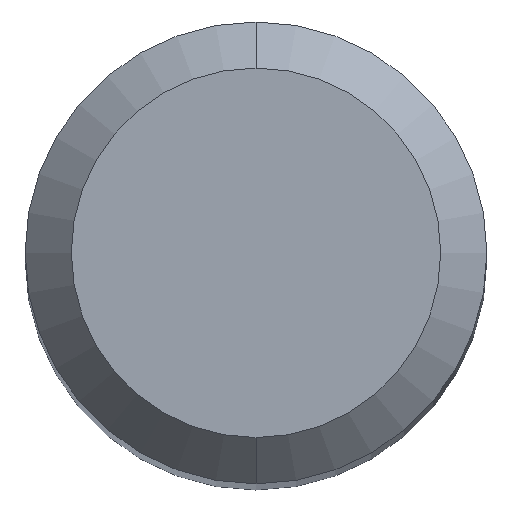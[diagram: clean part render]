
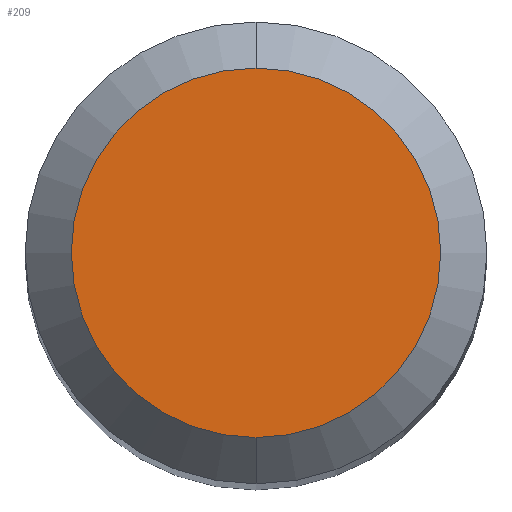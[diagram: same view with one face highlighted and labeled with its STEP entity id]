
A CAD part, top view. The second image highlights one B-rep face of the part: STEP entity #209.
In plain terms, the highlighted planar face has unit normal (0, 0, 1).
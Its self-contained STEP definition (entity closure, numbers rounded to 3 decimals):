
#6 = ORIENTED_EDGE ( 'NONE', *, *, #291, .F. ) ;
#17 = CARTESIAN_POINT ( 'NONE',  ( 0., -1.2, 30. ) ) ;
#19 = VERTEX_POINT ( 'NONE', #55 ) ;
#23 = CIRCLE ( 'NONE', #57, 1.2 ) ;
#33 = DIRECTION ( 'NONE',  ( 0., 0., -1. ) ) ;
#36 = EDGE_CURVE ( 'NONE', #62, #19, #23, .T. ) ;
#55 = CARTESIAN_POINT ( 'NONE',  ( 0., 1.2, 30. ) ) ;
#57 = AXIS2_PLACEMENT_3D ( 'NONE', #103, #58, #105 ) ;
#58 = DIRECTION ( 'NONE',  ( 0., 0., -1. ) ) ;
#62 = VERTEX_POINT ( 'NONE', #17 ) ;
#79 = DIRECTION ( 'NONE',  ( 0., 1., 0. ) ) ;
#103 = CARTESIAN_POINT ( 'NONE',  ( 0., 0., 30. ) ) ;
#105 = DIRECTION ( 'NONE',  ( 0., 1., 0. ) ) ;
#116 = AXIS2_PLACEMENT_3D ( 'NONE', #256, #33, #79 ) ;
#149 = AXIS2_PLACEMENT_3D ( 'NONE', #343, #283, #224 ) ;
#196 = EDGE_LOOP ( 'NONE', ( #6, #233 ) ) ;
#209 = ADVANCED_FACE ( 'NONE', ( #218 ), #281, .F. ) ;
#218 = FACE_OUTER_BOUND ( 'NONE', #196, .T. ) ;
#224 = DIRECTION ( 'NONE',  ( 0., 1., 0. ) ) ;
#233 = ORIENTED_EDGE ( 'NONE', *, *, #36, .F. ) ;
#256 = CARTESIAN_POINT ( 'NONE',  ( 0., 0., 30. ) ) ;
#281 = PLANE ( 'NONE',  #149 ) ;
#283 = DIRECTION ( 'NONE',  ( 0., 0., -1. ) ) ;
#291 = EDGE_CURVE ( 'NONE', #19, #62, #295, .T. ) ;
#295 = CIRCLE ( 'NONE', #116, 1.2 ) ;
#343 = CARTESIAN_POINT ( 'NONE',  ( 0., 0., 30. ) ) ;
